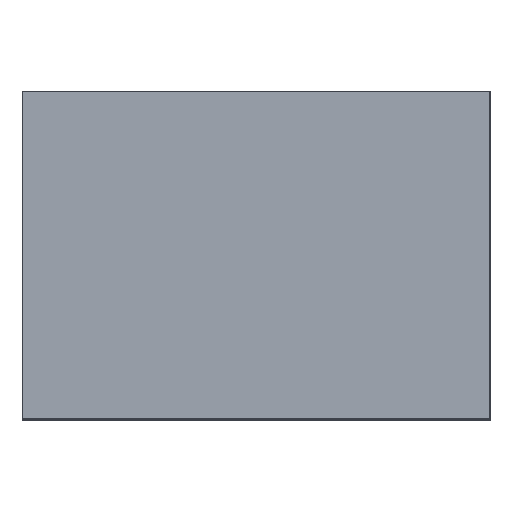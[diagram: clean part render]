
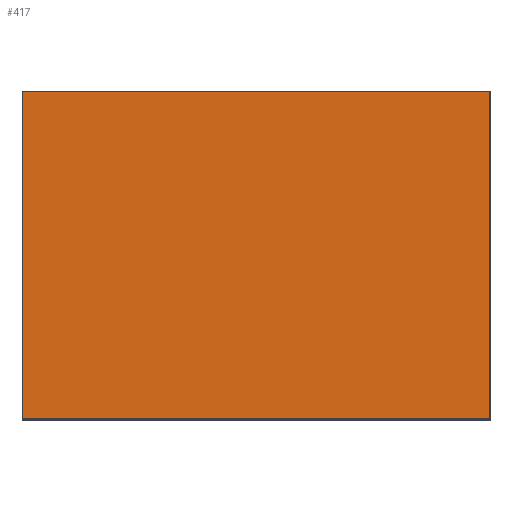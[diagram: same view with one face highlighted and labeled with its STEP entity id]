
A CAD part, top view. The second image highlights one B-rep face of the part: STEP entity #417.
In plain terms, the highlighted planar face has unit normal (0, 0, 1).
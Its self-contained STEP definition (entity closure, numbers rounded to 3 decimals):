
#284=CARTESIAN_POINT('',(24.99,17.49,65.0));
#285=VERTEX_POINT('',#284);
#286=CARTESIAN_POINT('',(24.99,-17.49,65.0));
#287=VERTEX_POINT('',#286);
#288=CARTESIAN_POINT('',(24.99,17.49,65.0));
#289=DIRECTION('',(0.0,-1.0,0.0));
#290=VECTOR('',#289,34.98);
#291=LINE('',#288,#290);
#292=EDGE_CURVE('',#285,#287,#291,.T.);
#327=CARTESIAN_POINT('',(-24.99,-17.49,65.0));
#328=VERTEX_POINT('',#327);
#329=CARTESIAN_POINT('',(24.99,-17.49,65.0));
#330=DIRECTION('',(-1.0,0.0,0.0));
#331=VECTOR('',#330,49.98);
#332=LINE('',#329,#331);
#333=EDGE_CURVE('',#287,#328,#332,.T.);
#358=CARTESIAN_POINT('',(-24.99,17.49,65.0));
#359=VERTEX_POINT('',#358);
#360=CARTESIAN_POINT('',(-24.99,-17.49,65.0));
#361=DIRECTION('',(0.0,1.0,0.0));
#362=VECTOR('',#361,34.98);
#363=LINE('',#360,#362);
#364=EDGE_CURVE('',#328,#359,#363,.T.);
#389=CARTESIAN_POINT('',(-24.99,17.49,65.0));
#390=DIRECTION('',(1.0,0.0,0.0));
#391=VECTOR('',#390,49.98);
#392=LINE('',#389,#391);
#393=EDGE_CURVE('',#359,#285,#392,.T.);
#406=CARTESIAN_POINT('',(0.,0.,65.0));
#407=DIRECTION('',(0.0,0.0,1.0));
#408=DIRECTION('',(1.0,0.0,0.0));
#409=AXIS2_PLACEMENT_3D('',#406,#407,#408);
#410=PLANE('',#409);
#411=ORIENTED_EDGE('',*,*,#292,.F.);
#412=ORIENTED_EDGE('',*,*,#393,.F.);
#413=ORIENTED_EDGE('',*,*,#364,.F.);
#414=ORIENTED_EDGE('',*,*,#333,.F.);
#415=EDGE_LOOP('',(#411,#412,#413,#414));
#416=FACE_OUTER_BOUND('',#415,.T.);
#417=ADVANCED_FACE('',(#416),#410,.T.);
